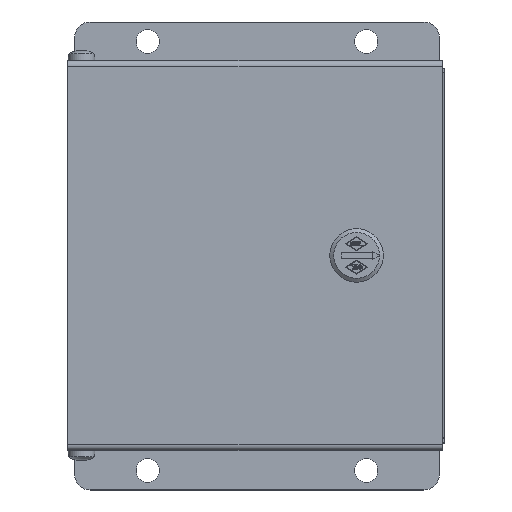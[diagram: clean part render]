
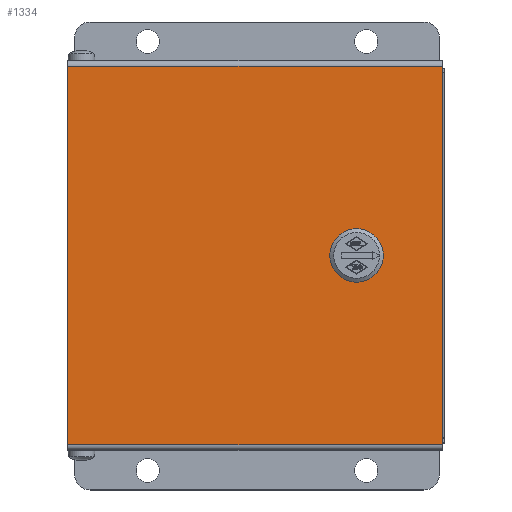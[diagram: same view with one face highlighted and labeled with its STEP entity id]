
A CAD part, top view. The second image highlights one B-rep face of the part: STEP entity #1334.
In plain terms, the highlighted planar face has unit normal (0, 0, 1).
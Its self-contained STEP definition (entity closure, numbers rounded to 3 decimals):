
#1334 = ADVANCED_FACE( '', ( #2743, #2744 ), #2745, .T. );
#2743 = FACE_BOUND( '', #4267, .T. );
#2744 = FACE_OUTER_BOUND( '', #4268, .T. );
#2745 = PLANE( '', #4269 );
#4267 = EDGE_LOOP( '', ( #7747, #7748, #7749, #7750 ) );
#4268 = EDGE_LOOP( '', ( #7751, #7752, #7753, #7754 ) );
#4269 = AXIS2_PLACEMENT_3D( '', #7755, #7756, #7757 );
#7747 = ORIENTED_EDGE( '', *, *, #9996, .F. );
#7748 = ORIENTED_EDGE( '', *, *, #10169, .F. );
#7749 = ORIENTED_EDGE( '', *, *, #10593, .F. );
#7750 = ORIENTED_EDGE( '', *, *, #9789, .F. );
#7751 = ORIENTED_EDGE( '', *, *, #10186, .T. );
#7752 = ORIENTED_EDGE( '', *, *, #9648, .T. );
#7753 = ORIENTED_EDGE( '', *, *, #9961, .T. );
#7754 = ORIENTED_EDGE( '', *, *, #9899, .T. );
#7755 = CARTESIAN_POINT( '', ( -76.2, -79.375, 0. ) );
#7756 = DIRECTION( '', ( 0., 0., 1. ) );
#7757 = DIRECTION( '', ( 1., 0., 0. ) );
#9648 = EDGE_CURVE( '', #11673, #11674, #11675, .T. );
#9789 = EDGE_CURVE( '', #11899, #11901, #11902, .T. );
#9899 = EDGE_CURVE( '', #12082, #12083, #12084, .T. );
#9961 = EDGE_CURVE( '', #11674, #12082, #12179, .T. );
#9996 = EDGE_CURVE( '', #12235, #11899, #12237, .T. );
#10169 = EDGE_CURVE( '', #12485, #12235, #12487, .T. );
#10186 = EDGE_CURVE( '', #12083, #11673, #12511, .T. );
#10593 = EDGE_CURVE( '', #11901, #12485, #13041, .T. );
#11673 = VERTEX_POINT( '', #14591 );
#11674 = VERTEX_POINT( '', #14592 );
#11675 = LINE( '', #14593, #14594 );
#11899 = VERTEX_POINT( '', #14906 );
#11901 = VERTEX_POINT( '', #14909 );
#11902 = LINE( '', #14910, #14911 );
#12082 = VERTEX_POINT( '', #15171 );
#12083 = VERTEX_POINT( '', #15172 );
#12084 = LINE( '', #15173, #15174 );
#12179 = LINE( '', #15302, #15303 );
#12235 = VERTEX_POINT( '', #15383 );
#12237 = CIRCLE( '', #15386, 9.716 );
#12485 = VERTEX_POINT( '', #15793 );
#12487 = LINE( '', #15796, #15797 );
#12511 = LINE( '', #15831, #15832 );
#13041 = CIRCLE( '', #16679, 9.716 );
#14591 = CARTESIAN_POINT( '', ( 76.2, 77.038, 0. ) );
#14592 = CARTESIAN_POINT( '', ( -76.2, 77.038, 0. ) );
#14593 = CARTESIAN_POINT( '', ( 76.2, 77.038, 0. ) );
#14594 = VECTOR( '', #17739, 1000. );
#14906 = CARTESIAN_POINT( '', ( 33.147, 5.322, 0. ) );
#14909 = CARTESIAN_POINT( '', ( 33.147, -5.322, 0. ) );
#14910 = CARTESIAN_POINT( '', ( 33.147, 5.322, 0. ) );
#14911 = VECTOR( '', #17883, 1000. );
#15171 = CARTESIAN_POINT( '', ( -76.2, -77.038, 0. ) );
#15172 = CARTESIAN_POINT( '', ( 76.2, -77.038, 0. ) );
#15173 = CARTESIAN_POINT( '', ( -76.2, -77.038, 0. ) );
#15174 = VECTOR( '', #17990, 1000. );
#15302 = CARTESIAN_POINT( '', ( -76.2, 79.375, 0. ) );
#15303 = VECTOR( '', #18065, 1000. );
#15383 = CARTESIAN_POINT( '', ( 49.403, 5.322, 0. ) );
#15386 = AXIS2_PLACEMENT_3D( '', #18100, #18101, #18102 );
#15793 = CARTESIAN_POINT( '', ( 49.403, -5.322, 0. ) );
#15796 = CARTESIAN_POINT( '', ( 49.403, 5.322, 0. ) );
#15797 = VECTOR( '', #18261, 1000. );
#15831 = CARTESIAN_POINT( '', ( 76.2, -79.375, 0. ) );
#15832 = VECTOR( '', #18281, 1000. );
#16679 = AXIS2_PLACEMENT_3D( '', #18647, #18648, #18649 );
#17739 = DIRECTION( '', ( -1., 0., 0. ) );
#17883 = DIRECTION( '', ( 0., -1., 0. ) );
#17990 = DIRECTION( '', ( 1., 0., 0. ) );
#18065 = DIRECTION( '', ( 0., -1., 0. ) );
#18100 = CARTESIAN_POINT( '', ( 41.275, 0., 0. ) );
#18101 = DIRECTION( '', ( 0., 0., 1. ) );
#18102 = DIRECTION( '', ( 1., 0., 0. ) );
#18261 = DIRECTION( '', ( 0., 1., 0. ) );
#18281 = DIRECTION( '', ( 0., 1., 0. ) );
#18647 = CARTESIAN_POINT( '', ( 41.275, 0., 0. ) );
#18648 = DIRECTION( '', ( 0., 0., 1. ) );
#18649 = DIRECTION( '', ( 1., 0., 0. ) );
